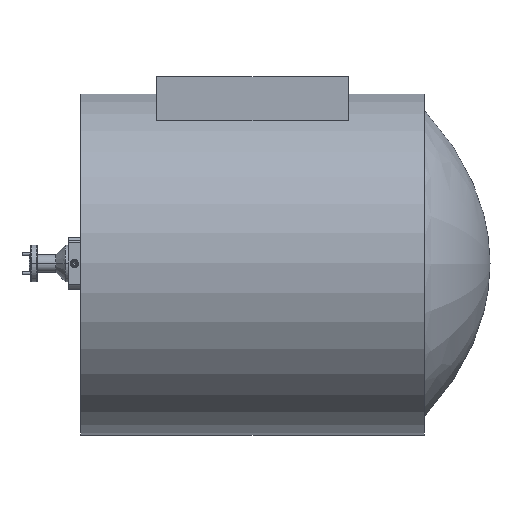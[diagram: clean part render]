
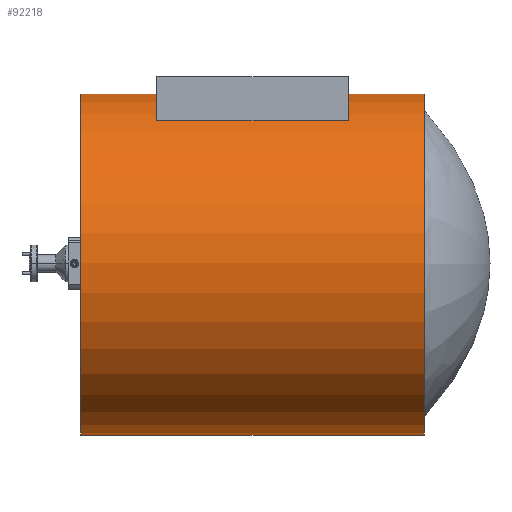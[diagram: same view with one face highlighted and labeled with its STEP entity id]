
A CAD part, left-side view. The second image highlights one B-rep face of the part: STEP entity #92218.
In plain terms, the highlighted cylindrical face has radius 88.9 mm (diameter 177.8 mm), a partial arc.
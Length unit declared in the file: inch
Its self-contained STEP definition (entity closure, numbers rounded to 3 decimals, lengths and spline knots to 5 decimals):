
#1832 = CARTESIAN_POINT ( 'NONE',  ( -1.57076, -2.45562, -2.70128 ) ) ;
#5592 = DIRECTION ( 'NONE',  ( 0., -1., 0. ) ) ;
#7536 = DIRECTION ( 'NONE',  ( 0., 1., 0. ) ) ;
#8851 = DIRECTION ( 'NONE',  ( 0., -1., 0. ) ) ;
#9104 = ORIENTED_EDGE ( 'NONE', *, *, #64227, .T. ) ;
#10663 = CARTESIAN_POINT ( 'NONE',  ( -1.57076, 4.54438, 0.79872 ) ) ;
#14219 = CARTESIAN_POINT ( 'NONE',  ( -2.16025, 4.54438, 4.24872 ) ) ;
#26942 = CARTESIAN_POINT ( 'NONE',  ( -2.16025, 4.54438, 4.24872 ) ) ;
#31199 = EDGE_CURVE ( 'NONE', #46954, #100300, #116139, .T. ) ;
#31693 = CARTESIAN_POINT ( 'NONE',  ( -1.57076, 4.54438, -2.70128 ) ) ;
#36482 = AXIS2_PLACEMENT_3D ( 'NONE', #78867, #43015, #78252 ) ;
#37318 = VECTOR ( 'NONE', #7536, 39.37008 ) ;
#39173 = CYLINDRICAL_SURFACE ( 'NONE', #95562, 3.5 ) ;
#43015 = DIRECTION ( 'NONE',  ( 0., 1., 0. ) ) ;
#43339 = VERTEX_POINT ( 'NONE', #110761 ) ;
#43767 = ORIENTED_EDGE ( 'NONE', *, *, #103832, .F. ) ;
#44785 = CARTESIAN_POINT ( 'NONE',  ( -1.57076, -2.45562, 0.79872 ) ) ;
#45797 = EDGE_LOOP ( 'NONE', ( #43767, #116458, #9104, #70769 ) ) ;
#46954 = VERTEX_POINT ( 'NONE', #89180 ) ;
#59540 = VECTOR ( 'NONE', #5592, 39.37008 ) ;
#64227 = EDGE_CURVE ( 'NONE', #100300, #43339, #110022, .T. ) ;
#70320 = DIRECTION ( 'NONE',  ( 0., 1., 0. ) ) ;
#70769 = ORIENTED_EDGE ( 'NONE', *, *, #79611, .T. ) ;
#78252 = DIRECTION ( 'NONE',  ( 0., 0., 1. ) ) ;
#78867 = CARTESIAN_POINT ( 'NONE',  ( -1.57076, 4.54438, 0.79872 ) ) ;
#79611 = EDGE_CURVE ( 'NONE', #43339, #107542, #92497, .T. ) ;
#89180 = CARTESIAN_POINT ( 'NONE',  ( -1.57076, 4.54438, -2.70128 ) ) ;
#92218 = ADVANCED_FACE ( 'NONE', ( #112707 ), #39173, .T. ) ;
#92497 = LINE ( 'NONE', #26942, #37318 ) ;
#95562 = AXIS2_PLACEMENT_3D ( 'NONE', #10663, #8851, #120006 ) ;
#100300 = VERTEX_POINT ( 'NONE', #1832 ) ;
#100448 = CIRCLE ( 'NONE', #36482, 3.5 ) ;
#103832 = EDGE_CURVE ( 'NONE', #46954, #107542, #100448, .T. ) ;
#107382 = DIRECTION ( 'NONE',  ( 0., 0., 1. ) ) ;
#107542 = VERTEX_POINT ( 'NONE', #14219 ) ;
#110022 = CIRCLE ( 'NONE', #112026, 3.5 ) ;
#110761 = CARTESIAN_POINT ( 'NONE',  ( -2.16025, -2.45562, 4.24872 ) ) ;
#112026 = AXIS2_PLACEMENT_3D ( 'NONE', #44785, #70320, #107382 ) ;
#112707 = FACE_OUTER_BOUND ( 'NONE', #45797, .T. ) ;
#116139 = LINE ( 'NONE', #31693, #59540 ) ;
#116458 = ORIENTED_EDGE ( 'NONE', *, *, #31199, .T. ) ;
#120006 = DIRECTION ( 'NONE',  ( 0., 0., -1. ) ) ;
